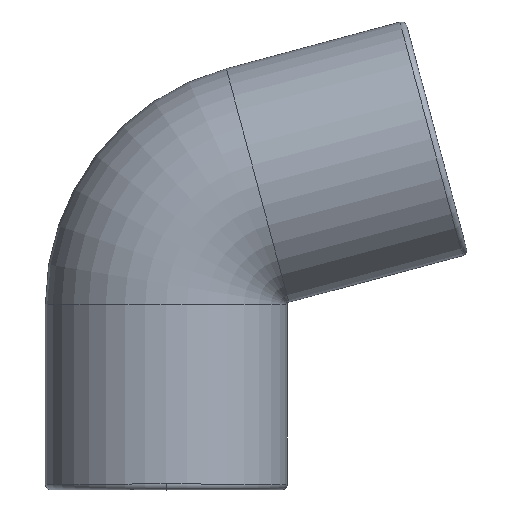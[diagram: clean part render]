
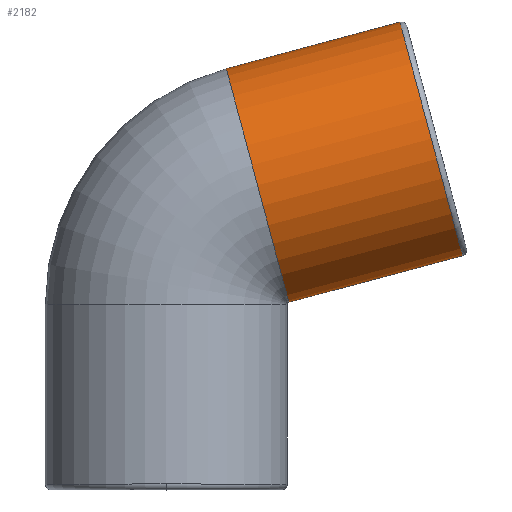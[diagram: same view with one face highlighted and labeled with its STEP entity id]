
A CAD part, top view. The second image highlights one B-rep face of the part: STEP entity #2182.
In plain terms, the highlighted cylindrical face has radius 10.8 mm (diameter 21.6 mm), a partial arc.
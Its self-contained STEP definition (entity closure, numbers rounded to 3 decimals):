
#300 = DIRECTION ( 'NONE',  ( 0., 0., 1. ) ) ;
#344 = ORIENTED_EDGE ( 'NONE', *, *, #2977, .T. ) ;
#359 = EDGE_CURVE ( 'NONE', #3886, #848, #1390, .T. ) ;
#442 = DIRECTION ( 'NONE',  ( 0.966, 0.259, 0. ) ) ;
#450 = CARTESIAN_POINT ( 'NONE',  ( 10.948, 16.753, 0. ) ) ;
#480 = ORIENTED_EDGE ( 'NONE', *, *, #3930, .T. ) ;
#546 = VERTEX_POINT ( 'NONE', #450 ) ;
#620 = CARTESIAN_POINT ( 'NONE',  ( 23.665, 31.341, 0. ) ) ;
#848 = VERTEX_POINT ( 'NONE', #2677 ) ;
#893 = CARTESIAN_POINT ( 'NONE',  ( 26.46, 20.909, 0. ) ) ;
#1134 = EDGE_CURVE ( 'NONE', #3886, #546, #1241, .T. ) ;
#1176 = ORIENTED_EDGE ( 'NONE', *, *, #359, .F. ) ;
#1229 = AXIS2_PLACEMENT_3D ( 'NONE', #4138, #442, #2802 ) ;
#1241 = CIRCLE ( 'NONE', #1735, 10.8 ) ;
#1341 = LINE ( 'NONE', #2366, #3067 ) ;
#1362 = CARTESIAN_POINT ( 'NONE',  ( 8.153, 27.185, 0. ) ) ;
#1390 = LINE ( 'NONE', #1750, #1513 ) ;
#1513 = VECTOR ( 'NONE', #4326, 1000. ) ;
#1735 = AXIS2_PLACEMENT_3D ( 'NONE', #1362, #2321, #300 ) ;
#1750 = CARTESIAN_POINT ( 'NONE',  ( 5.358, 37.617, 0. ) ) ;
#1962 = DIRECTION ( 'NONE',  ( -0.259, 0.966, 0. ) ) ;
#1982 = DIRECTION ( 'NONE',  ( -0.966, -0.259, 0. ) ) ;
#1985 = VERTEX_POINT ( 'NONE', #893 ) ;
#2127 = ORIENTED_EDGE ( 'NONE', *, *, #1134, .T. ) ;
#2182 = ADVANCED_FACE ( 'NONE', ( #3243 ), #3464, .T. ) ;
#2221 = AXIS2_PLACEMENT_3D ( 'NONE', #620, #1982, #1962 ) ;
#2321 = DIRECTION ( 'NONE',  ( 0.966, 0.259, 0. ) ) ;
#2366 = CARTESIAN_POINT ( 'NONE',  ( 10.948, 16.753, 0. ) ) ;
#2677 = CARTESIAN_POINT ( 'NONE',  ( 20.87, 41.773, 0. ) ) ;
#2802 = DIRECTION ( 'NONE',  ( -0.259, 0.966, 0. ) ) ;
#2949 = EDGE_LOOP ( 'NONE', ( #2127, #480, #344, #1176 ) ) ;
#2977 = EDGE_CURVE ( 'NONE', #1985, #848, #3076, .T. ) ;
#3054 = DIRECTION ( 'NONE',  ( 0.966, 0.259, 0. ) ) ;
#3067 = VECTOR ( 'NONE', #3054, 1000. ) ;
#3076 = CIRCLE ( 'NONE', #2221, 10.8 ) ;
#3243 = FACE_OUTER_BOUND ( 'NONE', #2949, .T. ) ;
#3464 = CYLINDRICAL_SURFACE ( 'NONE', #1229, 10.8 ) ;
#3465 = CARTESIAN_POINT ( 'NONE',  ( 5.358, 37.617, 0. ) ) ;
#3886 = VERTEX_POINT ( 'NONE', #3465 ) ;
#3930 = EDGE_CURVE ( 'NONE', #546, #1985, #1341, .T. ) ;
#4138 = CARTESIAN_POINT ( 'NONE',  ( 8.153, 27.185, 0. ) ) ;
#4326 = DIRECTION ( 'NONE',  ( 0.966, 0.259, 0. ) ) ;
